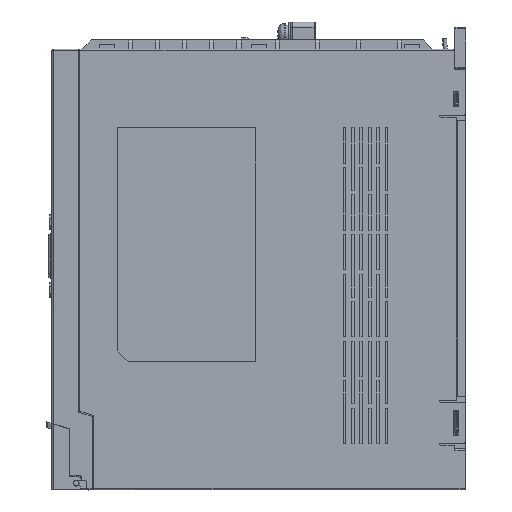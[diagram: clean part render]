
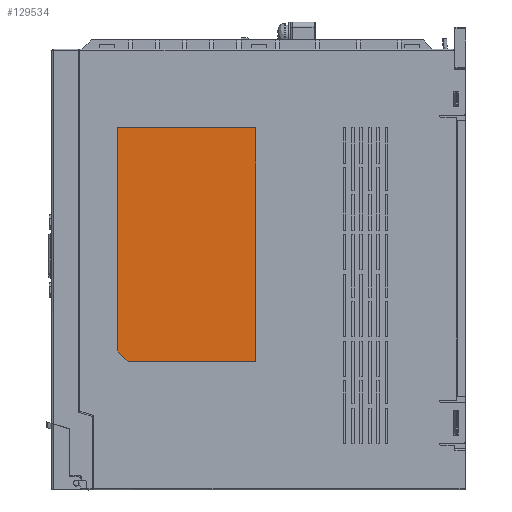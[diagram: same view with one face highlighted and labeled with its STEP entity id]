
A CAD part, left-side view. The second image highlights one B-rep face of the part: STEP entity #129534.
In plain terms, the highlighted planar face has unit normal (-1, 0, 0).
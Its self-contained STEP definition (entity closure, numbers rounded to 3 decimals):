
#45067=DIRECTION('',(0.,0.,-1.));
#45068=VECTOR('',#45067,81.998);
#45069=CARTESIAN_POINT('',(-17.2,53.001,-28.903));
#45070=LINE('',#45069,#45068);
#45075=DIRECTION('',(0.,1.,0.));
#45076=VECTOR('',#45075,50.999);
#45077=CARTESIAN_POINT('',(-17.2,2.002,-28.903));
#45078=LINE('',#45077,#45076);
#45083=DIRECTION('',(0.,0.,1.));
#45084=VECTOR('',#45083,85.998);
#45085=CARTESIAN_POINT('',(-17.2,2.002,-114.901));
#45086=LINE('',#45085,#45084);
#45087=DIRECTION('',(0.,-1.,0.));
#45088=VECTOR('',#45087,46.999);
#45089=CARTESIAN_POINT('',(-17.2,49.001,-114.901));
#45090=LINE('',#45089,#45088);
#45091=DIRECTION('',(0.,0.707,0.707));
#45092=VECTOR('',#45091,5.657);
#45093=CARTESIAN_POINT('',(-17.2,49.001,-114.901));
#45094=LINE('',#45093,#45092);
#52759=CARTESIAN_POINT('',(-17.2,53.001,-110.901));
#52760=VERTEX_POINT('',#52759);
#52761=CARTESIAN_POINT('',(-17.2,49.001,-114.901));
#52762=VERTEX_POINT('',#52761);
#52763=CARTESIAN_POINT('',(-17.2,53.001,-28.903));
#52764=VERTEX_POINT('',#52763);
#52765=CARTESIAN_POINT('',(-17.2,2.002,-28.903));
#52766=VERTEX_POINT('',#52765);
#52767=CARTESIAN_POINT('',(-17.2,2.002,-114.901));
#52768=VERTEX_POINT('',#52767);
#129522=CARTESIAN_POINT('',(-17.2,27.501,-71.902));
#129523=DIRECTION('',(1.,0.,0.));
#129524=DIRECTION('',(0.,1.,0.));
#129525=AXIS2_PLACEMENT_3D('',#129522,#129523,#129524);
#129526=PLANE('',#129525);
#129527=ORIENTED_EDGE('',*,*,#129488,.F.);
#129528=ORIENTED_EDGE('',*,*,#129502,.F.);
#129529=ORIENTED_EDGE('',*,*,#129515,.F.);
#129530=ORIENTED_EDGE('',*,*,#129459,.T.);
#129531=ORIENTED_EDGE('',*,*,#129474,.F.);
#129532=EDGE_LOOP('',(#129527,#129528,#129529,#129530,#129531));
#129533=FACE_OUTER_BOUND('',#129532,.F.);
#129534=ADVANCED_FACE('',(#129533),#129526,.F.);
#129459=EDGE_CURVE('',#52762,#52760,#45094,.T.);
#129474=EDGE_CURVE('',#52764,#52760,#45070,.T.);
#129488=EDGE_CURVE('',#52766,#52764,#45078,.T.);
#129502=EDGE_CURVE('',#52768,#52766,#45086,.T.);
#129515=EDGE_CURVE('',#52762,#52768,#45090,.T.);
